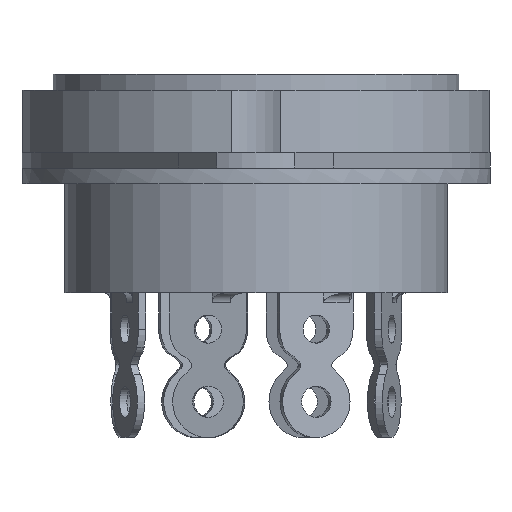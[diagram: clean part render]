
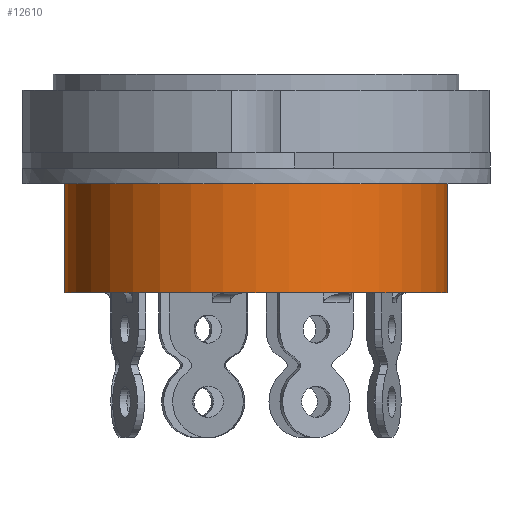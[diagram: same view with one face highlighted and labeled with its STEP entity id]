
A CAD part, front view. The second image highlights one B-rep face of the part: STEP entity #12610.
In plain terms, the highlighted cylindrical face has radius 12.25 mm (diameter 24.5 mm), a full revolution.
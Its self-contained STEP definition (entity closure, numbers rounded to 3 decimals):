
#1098=FACE_OUTER_BOUND('',#1810,.T.);
#1810=EDGE_LOOP('',(#9162,#9163,#9164,#9165));
#2614=LINE('',#18518,#3856);
#3856=VECTOR('',#14838,12.25);
#4960=CIRCLE('',#13387,12.25);
#4977=CIRCLE('',#13416,12.25);
#5453=VERTEX_POINT('',#18463);
#5469=VERTEX_POINT('',#18515);
#6860=EDGE_CURVE('',#5453,#5453,#4960,.T.);
#6884=EDGE_CURVE('',#5469,#5469,#4977,.T.);
#6885=EDGE_CURVE('',#5453,#5469,#2614,.T.);
#9162=ORIENTED_EDGE('',*,*,#6860,.F.);
#9163=ORIENTED_EDGE('',*,*,#6885,.T.);
#9164=ORIENTED_EDGE('',*,*,#6884,.T.);
#9165=ORIENTED_EDGE('',*,*,#6885,.F.);
#12350=CYLINDRICAL_SURFACE('',#13417,12.25);
#12610=ADVANCED_FACE('',(#1098),#12350,.T.);
#13387=AXIS2_PLACEMENT_3D('',#18464,#14769,#14770);
#13416=AXIS2_PLACEMENT_3D('',#18516,#14834,#14835);
#13417=AXIS2_PLACEMENT_3D('',#18517,#14836,#14837);
#14769=DIRECTION('center_axis',(0.,0.,-1.));
#14770=DIRECTION('ref_axis',(1.,0.,0.));
#14834=DIRECTION('center_axis',(0.,0.,-1.));
#14835=DIRECTION('ref_axis',(1.,0.,0.));
#14836=DIRECTION('center_axis',(0.,0.,-1.));
#14837=DIRECTION('ref_axis',(1.,0.,0.));
#14838=DIRECTION('',(0.,0.,1.));
#18463=CARTESIAN_POINT('',(-12.25,0.,-8.));
#18464=CARTESIAN_POINT('Origin',(0.,0.,-8.));
#18515=CARTESIAN_POINT('',(-12.25,0.,-1.));
#18516=CARTESIAN_POINT('Origin',(0.,0.,-1.));
#18517=CARTESIAN_POINT('Origin',(0.,0.,1.));
#18518=CARTESIAN_POINT('',(-12.25,0.,1.));
